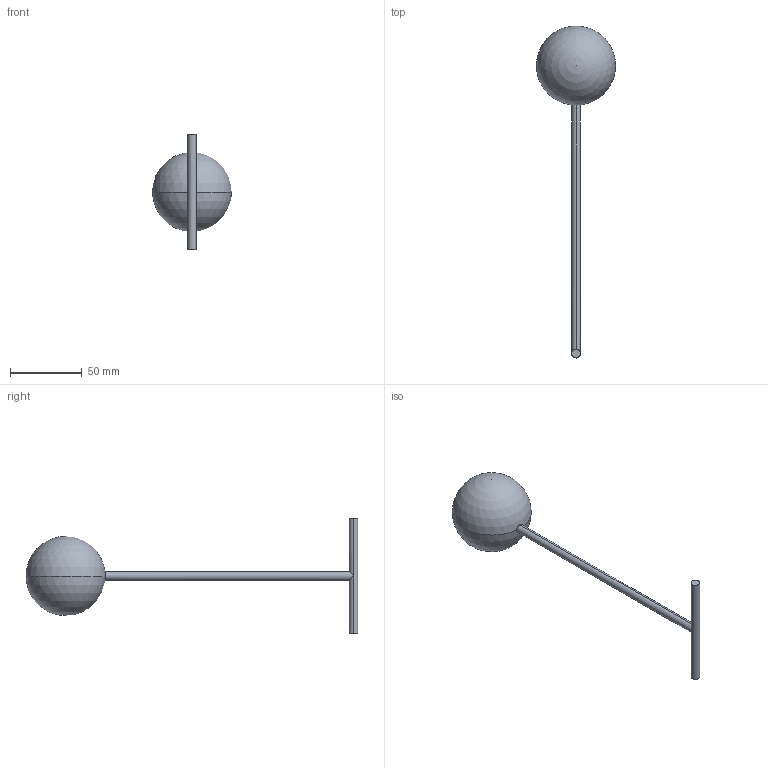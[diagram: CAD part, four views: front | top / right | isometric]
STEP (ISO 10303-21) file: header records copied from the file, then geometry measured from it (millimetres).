
FILE_DESCRIPTION (( 'STEP AP203' ), '1' );
FILE_NAME ('Bole_默认_sldprt.STEP', '2025-10-30T08:49:05', ( '' ), ( '' ), 'SwSTEP 2.0', 'SolidWorks 2020', '' );
FILE_SCHEMA (( 'CONFIG_CONTROL_DESIGN' ));
Length unit declared in the file: millimetre
Products named in the file (1): Bole_默认_sldprt
Bounding box: 55 x 230.5 x 80 mm (x, y, z)
Volume: 94183.3 mm3; surface area: 14222.1 mm2
Topology: 1 solids, 1 shells, 9 faces, 26 edges, 17 vertices
Faces by surface type: cylinder 5, sphere 2, plane 2
Entity records: 343 total; most frequent: CARTESIAN_POINT 57, DIRECTION 48, ORIENTED_EDGE 42, EDGE_CURVE 21, AXIS2_PLACEMENT_3D 21, VERTEX_POINT 14, CIRCLE 11, ADVANCED_FACE 9
